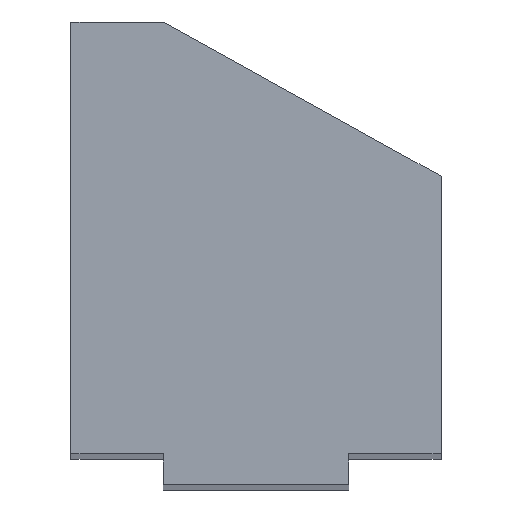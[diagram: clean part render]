
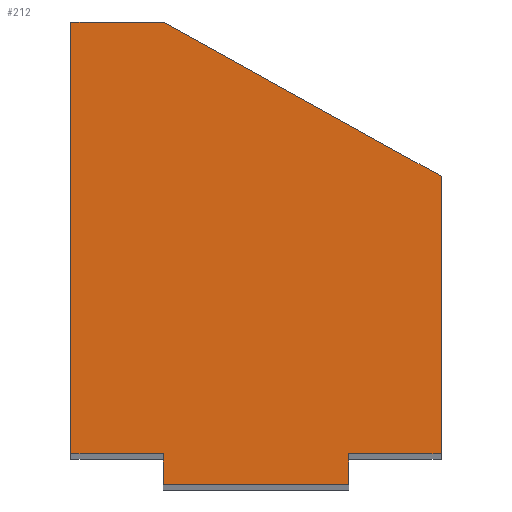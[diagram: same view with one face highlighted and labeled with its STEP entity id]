
A CAD part, top view. The second image highlights one B-rep face of the part: STEP entity #212.
In plain terms, the highlighted planar face has unit normal (0, 0, 1).
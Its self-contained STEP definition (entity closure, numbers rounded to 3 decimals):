
#26=FACE_OUTER_BOUND('',#37,.T.);
#37=EDGE_LOOP('',(#182,#183,#184,#185,#186,#187,#188,#189,#190));
#47=LINE('',#318,#74);
#50=LINE('',#323,#77);
#52=LINE('',#327,#79);
#54=LINE('',#331,#81);
#56=LINE('',#335,#83);
#58=LINE('',#339,#85);
#60=LINE('',#343,#87);
#62=LINE('',#347,#89);
#64=LINE('',#350,#91);
#74=VECTOR('',#259,10.);
#77=VECTOR('',#264,10.);
#79=VECTOR('',#268,10.);
#81=VECTOR('',#272,10.);
#83=VECTOR('',#276,10.);
#85=VECTOR('',#280,10.);
#87=VECTOR('',#284,10.);
#89=VECTOR('',#288,10.);
#91=VECTOR('',#292,10.);
#101=VERTEX_POINT('',#316);
#102=VERTEX_POINT('',#317);
#103=VERTEX_POINT('',#322);
#104=VERTEX_POINT('',#326);
#105=VERTEX_POINT('',#330);
#106=VERTEX_POINT('',#334);
#107=VERTEX_POINT('',#338);
#108=VERTEX_POINT('',#342);
#109=VERTEX_POINT('',#346);
#119=EDGE_CURVE('',#101,#102,#47,.T.);
#122=EDGE_CURVE('',#102,#103,#50,.T.);
#124=EDGE_CURVE('',#103,#104,#52,.T.);
#126=EDGE_CURVE('',#104,#105,#54,.T.);
#128=EDGE_CURVE('',#105,#106,#56,.T.);
#130=EDGE_CURVE('',#106,#107,#58,.T.);
#132=EDGE_CURVE('',#107,#108,#60,.T.);
#134=EDGE_CURVE('',#108,#109,#62,.T.);
#136=EDGE_CURVE('',#109,#101,#64,.T.);
#182=ORIENTED_EDGE('',*,*,#119,.F.);
#183=ORIENTED_EDGE('',*,*,#136,.F.);
#184=ORIENTED_EDGE('',*,*,#134,.F.);
#185=ORIENTED_EDGE('',*,*,#132,.F.);
#186=ORIENTED_EDGE('',*,*,#130,.F.);
#187=ORIENTED_EDGE('',*,*,#128,.F.);
#188=ORIENTED_EDGE('',*,*,#126,.F.);
#189=ORIENTED_EDGE('',*,*,#124,.F.);
#190=ORIENTED_EDGE('',*,*,#122,.F.);
#201=PLANE('',#243);
#212=ADVANCED_FACE('',(#26),#201,.T.);
#243=AXIS2_PLACEMENT_3D('',#351,#293,#294);
#259=DIRECTION('',(0.,-1.,0.));
#264=DIRECTION('',(-1.,0.,0.));
#268=DIRECTION('',(0.,1.,0.));
#272=DIRECTION('',(-1.,0.,0.));
#276=DIRECTION('',(0.,1.,0.));
#280=DIRECTION('',(1.,0.,0.));
#284=DIRECTION('',(0.874,-0.486,0.));
#288=DIRECTION('',(0.,-1.,0.));
#292=DIRECTION('',(-1.,0.,0.));
#293=DIRECTION('center_axis',(0.,0.,1.));
#294=DIRECTION('ref_axis',(1.,0.,0.));
#316=CARTESIAN_POINT('',(3.,1.,50.));
#317=CARTESIAN_POINT('',(3.,0.,50.));
#318=CARTESIAN_POINT('',(3.,1.,50.));
#322=CARTESIAN_POINT('',(-3.,0.,50.));
#323=CARTESIAN_POINT('',(3.,0.,50.));
#326=CARTESIAN_POINT('',(-3.,1.,50.));
#327=CARTESIAN_POINT('',(-3.,0.,50.));
#330=CARTESIAN_POINT('',(-6.,1.,50.));
#331=CARTESIAN_POINT('',(-3.,1.,50.));
#334=CARTESIAN_POINT('',(-6.,15.,50.));
#335=CARTESIAN_POINT('',(-6.,1.,50.));
#338=CARTESIAN_POINT('',(-3.,15.,50.));
#339=CARTESIAN_POINT('',(-6.,15.,50.));
#342=CARTESIAN_POINT('',(6.,10.,50.));
#343=CARTESIAN_POINT('',(-3.,15.,50.));
#346=CARTESIAN_POINT('',(6.,1.,50.));
#347=CARTESIAN_POINT('',(6.,10.,50.));
#350=CARTESIAN_POINT('',(6.,1.,50.));
#351=CARTESIAN_POINT('Origin',(-0.558,6.804,50.));
